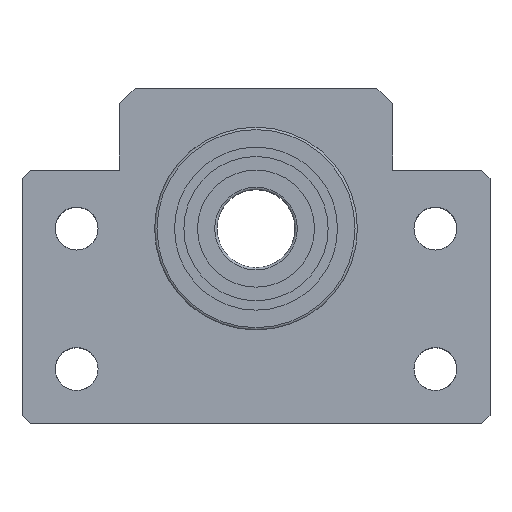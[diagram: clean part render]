
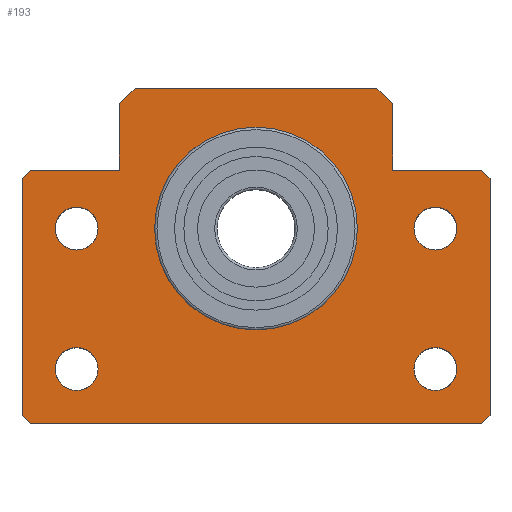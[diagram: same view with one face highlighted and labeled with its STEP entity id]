
A CAD part, top view. The second image highlights one B-rep face of the part: STEP entity #193.
In plain terms, the highlighted planar face has unit normal (0, 0, 1).
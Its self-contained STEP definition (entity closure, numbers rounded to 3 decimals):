
#193 = ADVANCED_FACE( '', ( #296, #297, #298, #299, #300, #301 ), #302, .T. );
#296 = FACE_BOUND( '', #456, .T. );
#297 = FACE_BOUND( '', #457, .T. );
#298 = FACE_BOUND( '', #458, .T. );
#299 = FACE_BOUND( '', #459, .T. );
#300 = FACE_BOUND( '', #460, .T. );
#301 = FACE_OUTER_BOUND( '', #461, .T. );
#302 = PLANE( '', #462 );
#456 = EDGE_LOOP( '', ( #718 ) );
#457 = EDGE_LOOP( '', ( #719 ) );
#458 = EDGE_LOOP( '', ( #720 ) );
#459 = EDGE_LOOP( '', ( #721 ) );
#460 = EDGE_LOOP( '', ( #722 ) );
#461 = EDGE_LOOP( '', ( #723, #724, #725, #726, #727, #728, #729, #730, #731, #732, #733, #734, #735, #736 ) );
#462 = AXIS2_PLACEMENT_3D( '', #737, #738, #739 );
#718 = ORIENTED_EDGE( '', *, *, #935, .F. );
#719 = ORIENTED_EDGE( '', *, *, #878, .T. );
#720 = ORIENTED_EDGE( '', *, *, #879, .T. );
#721 = ORIENTED_EDGE( '', *, *, #936, .T. );
#722 = ORIENTED_EDGE( '', *, *, #871, .T. );
#723 = ORIENTED_EDGE( '', *, *, #930, .T. );
#724 = ORIENTED_EDGE( '', *, *, #928, .T. );
#725 = ORIENTED_EDGE( '', *, *, #926, .T. );
#726 = ORIENTED_EDGE( '', *, *, #923, .T. );
#727 = ORIENTED_EDGE( '', *, *, #921, .T. );
#728 = ORIENTED_EDGE( '', *, *, #919, .T. );
#729 = ORIENTED_EDGE( '', *, *, #917, .T. );
#730 = ORIENTED_EDGE( '', *, *, #914, .T. );
#731 = ORIENTED_EDGE( '', *, *, #912, .T. );
#732 = ORIENTED_EDGE( '', *, *, #910, .T. );
#733 = ORIENTED_EDGE( '', *, *, #908, .T. );
#734 = ORIENTED_EDGE( '', *, *, #906, .T. );
#735 = ORIENTED_EDGE( '', *, *, #904, .T. );
#736 = ORIENTED_EDGE( '', *, *, #883, .T. );
#737 = CARTESIAN_POINT( '', ( 0., 0., 0. ) );
#738 = DIRECTION( '', ( 0., 0., 1. ) );
#739 = DIRECTION( '', ( 1., 0., 0. ) );
#871 = EDGE_CURVE( '', #960, #960, #961, .T. );
#878 = EDGE_CURVE( '', #974, #974, #975, .T. );
#879 = EDGE_CURVE( '', #976, #976, #977, .T. );
#883 = EDGE_CURVE( '', #984, #985, #986, .T. );
#904 = EDGE_CURVE( '', #1025, #984, #1026, .T. );
#906 = EDGE_CURVE( '', #1028, #1025, #1029, .T. );
#908 = EDGE_CURVE( '', #1031, #1028, #1032, .T. );
#910 = EDGE_CURVE( '', #1034, #1031, #1035, .T. );
#912 = EDGE_CURVE( '', #1037, #1034, #1038, .T. );
#914 = EDGE_CURVE( '', #1040, #1037, #1041, .T. );
#917 = EDGE_CURVE( '', #1045, #1040, #1046, .T. );
#919 = EDGE_CURVE( '', #1048, #1045, #1049, .T. );
#921 = EDGE_CURVE( '', #1051, #1048, #1052, .T. );
#923 = EDGE_CURVE( '', #1054, #1051, #1055, .T. );
#926 = EDGE_CURVE( '', #1059, #1054, #1060, .T. );
#928 = EDGE_CURVE( '', #1062, #1059, #1063, .T. );
#930 = EDGE_CURVE( '', #985, #1062, #1065, .T. );
#935 = EDGE_CURVE( '', #1074, #1074, #1075, .T. );
#936 = EDGE_CURVE( '', #1076, #1076, #1077, .T. );
#960 = VERTEX_POINT( '', #1189 );
#961 = CIRCLE( '', #1190, 2.75 );
#974 = VERTEX_POINT( '', #1467 );
#975 = CIRCLE( '', #1468, 2.75 );
#976 = VERTEX_POINT( '', #1469 );
#977 = CIRCLE( '', #1470, 2.75 );
#984 = VERTEX_POINT( '', #1542 );
#985 = VERTEX_POINT( '', #1543 );
#986 = LINE( '', #1544, #1545 );
#1025 = VERTEX_POINT( '', #1600 );
#1026 = LINE( '', #1601, #1602 );
#1028 = VERTEX_POINT( '', #1605 );
#1029 = LINE( '', #1606, #1607 );
#1031 = VERTEX_POINT( '', #1610 );
#1032 = LINE( '', #1611, #1612 );
#1034 = VERTEX_POINT( '', #1615 );
#1035 = LINE( '', #1616, #1617 );
#1037 = VERTEX_POINT( '', #1620 );
#1038 = LINE( '', #1621, #1622 );
#1040 = VERTEX_POINT( '', #1625 );
#1041 = LINE( '', #1626, #1627 );
#1045 = VERTEX_POINT( '', #1632 );
#1046 = LINE( '', #1633, #1634 );
#1048 = VERTEX_POINT( '', #1637 );
#1049 = LINE( '', #1638, #1639 );
#1051 = VERTEX_POINT( '', #1642 );
#1052 = LINE( '', #1643, #1644 );
#1054 = VERTEX_POINT( '', #1647 );
#1055 = LINE( '', #1648, #1649 );
#1059 = VERTEX_POINT( '', #1654 );
#1060 = LINE( '', #1655, #1656 );
#1062 = VERTEX_POINT( '', #1659 );
#1063 = LINE( '', #1660, #1661 );
#1065 = LINE( '', #1664, #1665 );
#1074 = VERTEX_POINT( '', #1806 );
#1075 = CIRCLE( '', #1807, 13. );
#1076 = VERTEX_POINT( '', #1808 );
#1077 = CIRCLE( '', #1809, 2.75 );
#1189 = CARTESIAN_POINT( '', ( 20.25, -18., 0. ) );
#1190 = AXIS2_PLACEMENT_3D( '', #1852, #1853, #1854 );
#1467 = CARTESIAN_POINT( '', ( -25.75, -18., 0. ) );
#1468 = AXIS2_PLACEMENT_3D( '', #1861, #1862, #1863 );
#1469 = CARTESIAN_POINT( '', ( -25.75, 0., 0. ) );
#1470 = AXIS2_PLACEMENT_3D( '', #1864, #1865, #1866 );
#1542 = CARTESIAN_POINT( '', ( -28.95, 7.5, 0. ) );
#1543 = CARTESIAN_POINT( '', ( -30., 6.45, 0. ) );
#1544 = CARTESIAN_POINT( '', ( -28.95, 7.5, 0. ) );
#1545 = VECTOR( '', #1873, 1000. );
#1600 = CARTESIAN_POINT( '', ( -17.5, 7.5, 0. ) );
#1601 = CARTESIAN_POINT( '', ( -17.5, 7.5, 0. ) );
#1602 = VECTOR( '', #1902, 1000. );
#1605 = CARTESIAN_POINT( '', ( -17.5, 16., 0. ) );
#1606 = CARTESIAN_POINT( '', ( -17.5, 16., 0. ) );
#1607 = VECTOR( '', #1904, 1000. );
#1610 = CARTESIAN_POINT( '', ( -15.5, 18., 0. ) );
#1611 = CARTESIAN_POINT( '', ( -15.5, 18., 0. ) );
#1612 = VECTOR( '', #1906, 1000. );
#1615 = CARTESIAN_POINT( '', ( 15.5, 18., 0. ) );
#1616 = CARTESIAN_POINT( '', ( 15.5, 18., 0. ) );
#1617 = VECTOR( '', #1908, 1000. );
#1620 = CARTESIAN_POINT( '', ( 17.5, 16., 0. ) );
#1621 = CARTESIAN_POINT( '', ( 17.5, 16., 0. ) );
#1622 = VECTOR( '', #1910, 1000. );
#1625 = CARTESIAN_POINT( '', ( 17.5, 7.5, 0. ) );
#1626 = CARTESIAN_POINT( '', ( 17.5, 7.5, 0. ) );
#1627 = VECTOR( '', #1912, 1000. );
#1632 = CARTESIAN_POINT( '', ( 28.95, 7.5, 0. ) );
#1633 = CARTESIAN_POINT( '', ( 28.95, 7.5, 0. ) );
#1634 = VECTOR( '', #1917, 1000. );
#1637 = CARTESIAN_POINT( '', ( 30., 6.45, 0. ) );
#1638 = CARTESIAN_POINT( '', ( 30., 6.45, 0. ) );
#1639 = VECTOR( '', #1919, 1000. );
#1642 = CARTESIAN_POINT( '', ( 30., -23.95, 0. ) );
#1643 = CARTESIAN_POINT( '', ( 30., -23.95, 0. ) );
#1644 = VECTOR( '', #1921, 1000. );
#1647 = CARTESIAN_POINT( '', ( 28.95, -25., 0. ) );
#1648 = CARTESIAN_POINT( '', ( 28.95, -25., 0. ) );
#1649 = VECTOR( '', #1923, 1000. );
#1654 = CARTESIAN_POINT( '', ( -28.95, -25., 0. ) );
#1655 = CARTESIAN_POINT( '', ( -28.95, -25., 0. ) );
#1656 = VECTOR( '', #1928, 1000. );
#1659 = CARTESIAN_POINT( '', ( -30., -23.95, 0. ) );
#1660 = CARTESIAN_POINT( '', ( -30., -23.95, 0. ) );
#1661 = VECTOR( '', #1930, 1000. );
#1664 = CARTESIAN_POINT( '', ( -30., 6.45, 0. ) );
#1665 = VECTOR( '', #1932, 1000. );
#1806 = CARTESIAN_POINT( '', ( 13., 0., 0. ) );
#1807 = AXIS2_PLACEMENT_3D( '', #1939, #1940, #1941 );
#1808 = CARTESIAN_POINT( '', ( 20.25, 0., 0. ) );
#1809 = AXIS2_PLACEMENT_3D( '', #1942, #1943, #1944 );
#1852 = CARTESIAN_POINT( '', ( 23., -18., 0. ) );
#1853 = DIRECTION( '', ( 0., 0., -1. ) );
#1854 = DIRECTION( '', ( -1., 0., 0. ) );
#1861 = CARTESIAN_POINT( '', ( -23., -18., 0. ) );
#1862 = DIRECTION( '', ( 0., 0., -1. ) );
#1863 = DIRECTION( '', ( -1., 0., 0. ) );
#1864 = CARTESIAN_POINT( '', ( -23., 0., 0. ) );
#1865 = DIRECTION( '', ( 0., 0., -1. ) );
#1866 = DIRECTION( '', ( -1., 0., 0. ) );
#1873 = DIRECTION( '', ( -0.707, -0.707, 0. ) );
#1902 = DIRECTION( '', ( -1., 0., 0. ) );
#1904 = DIRECTION( '', ( 0., -1., 0. ) );
#1906 = DIRECTION( '', ( -0.707, -0.707, 0. ) );
#1908 = DIRECTION( '', ( -1., 0., 0. ) );
#1910 = DIRECTION( '', ( -0.707, 0.707, 0. ) );
#1912 = DIRECTION( '', ( 0., 1., 0. ) );
#1917 = DIRECTION( '', ( -1., 0., 0. ) );
#1919 = DIRECTION( '', ( -0.707, 0.707, 0. ) );
#1921 = DIRECTION( '', ( 0., 1., 0. ) );
#1923 = DIRECTION( '', ( 0.707, 0.707, 0. ) );
#1928 = DIRECTION( '', ( 1., 0., 0. ) );
#1930 = DIRECTION( '', ( 0.707, -0.707, 0. ) );
#1932 = DIRECTION( '', ( 0., -1., 0. ) );
#1939 = CARTESIAN_POINT( '', ( 0., 0., 0. ) );
#1940 = DIRECTION( '', ( 0., 0., 1. ) );
#1941 = DIRECTION( '', ( 1., 0., 0. ) );
#1942 = CARTESIAN_POINT( '', ( 23., 0., 0. ) );
#1943 = DIRECTION( '', ( 0., 0., -1. ) );
#1944 = DIRECTION( '', ( -1., 0., 0. ) );
